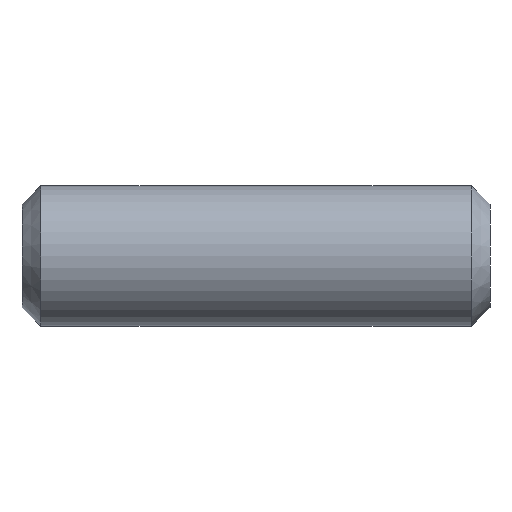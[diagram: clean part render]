
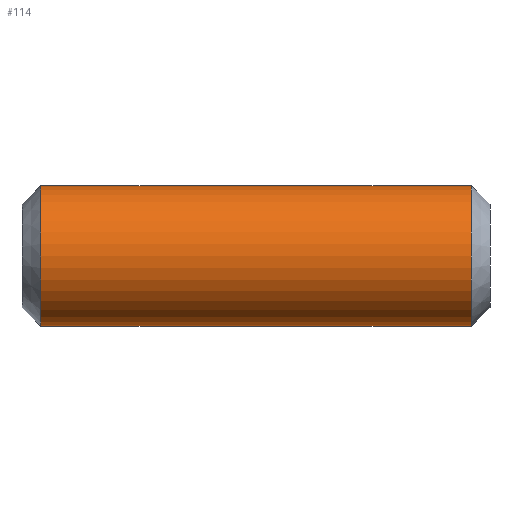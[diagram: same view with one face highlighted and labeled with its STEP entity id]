
A CAD part, front view. The second image highlights one B-rep face of the part: STEP entity #114.
In plain terms, the highlighted cylindrical face has radius 1.5 mm (diameter 3 mm), a partial arc.
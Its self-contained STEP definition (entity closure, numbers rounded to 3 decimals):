
#3 = CARTESIAN_POINT ( 'NONE',  ( 1.6, -3., 41.5 ) ) ;
#10 = CARTESIAN_POINT ( 'NONE',  ( -2., -3., 41.5 ) ) ;
#12 = EDGE_LOOP ( 'NONE', ( #306, #163, #433, #138, #18, #53, #416, #252 ) ) ;
#18 = ORIENTED_EDGE ( 'NONE', *, *, #20, .T. ) ;
#20 = EDGE_CURVE ( 'NONE', #534, #72, #567, .T. ) ;
#30 = CARTESIAN_POINT ( 'NONE',  ( 4.6, -3., 41.5 ) ) ;
#36 = DIRECTION ( 'NONE',  ( -1., 0., 0. ) ) ;
#37 = VERTEX_POINT ( 'NONE', #74 ) ;
#53 = ORIENTED_EDGE ( 'NONE', *, *, #62, .T. ) ;
#56 = CARTESIAN_POINT ( 'NONE',  ( -2., -3., 44.5 ) ) ;
#62 = EDGE_CURVE ( 'NONE', #72, #538, #335, .T. ) ;
#72 = VERTEX_POINT ( 'NONE', #30 ) ;
#74 = CARTESIAN_POINT ( 'NONE',  ( 1.6, -3., 44.5 ) ) ;
#78 = CARTESIAN_POINT ( 'NONE',  ( -1.6, -3., 44.5 ) ) ;
#105 = LINE ( 'NONE', #708, #378 ) ;
#114 = ADVANCED_FACE ( 'NONE', ( #304 ), #693, .T. ) ;
#132 = DIRECTION ( 'NONE',  ( 1., 0., 0. ) ) ;
#136 = VERTEX_POINT ( 'NONE', #78 ) ;
#138 = ORIENTED_EDGE ( 'NONE', *, *, #272, .T. ) ;
#159 = VECTOR ( 'NONE', #326, 1000. ) ;
#163 = ORIENTED_EDGE ( 'NONE', *, *, #629, .T. ) ;
#171 = VERTEX_POINT ( 'NONE', #200 ) ;
#175 = CARTESIAN_POINT ( 'NONE',  ( -2., -3., 44.5 ) ) ;
#200 = CARTESIAN_POINT ( 'NONE',  ( -1.6, -3., 41.5 ) ) ;
#208 = DIRECTION ( 'NONE',  ( 1., 0., 0. ) ) ;
#220 = LINE ( 'NONE', #56, #498 ) ;
#221 = AXIS2_PLACEMENT_3D ( 'NONE', #343, #36, #423 ) ;
#223 = EDGE_CURVE ( 'NONE', #37, #538, #224, .T. ) ;
#224 = LINE ( 'NONE', #334, #159 ) ;
#243 = DIRECTION ( 'NONE',  ( 1., 0., 0. ) ) ;
#248 = CARTESIAN_POINT ( 'NONE',  ( -4.6, -3., 44.5 ) ) ;
#251 = EDGE_CURVE ( 'NONE', #392, #136, #220, .T. ) ;
#252 = ORIENTED_EDGE ( 'NONE', *, *, #542, .F. ) ;
#272 = EDGE_CURVE ( 'NONE', #171, #534, #105, .T. ) ;
#292 = VERTEX_POINT ( 'NONE', #630 ) ;
#304 = FACE_OUTER_BOUND ( 'NONE', #12, .T. ) ;
#306 = ORIENTED_EDGE ( 'NONE', *, *, #251, .F. ) ;
#307 = AXIS2_PLACEMENT_3D ( 'NONE', #697, #208, #427 ) ;
#326 = DIRECTION ( 'NONE',  ( 1., 0., 0. ) ) ;
#334 = CARTESIAN_POINT ( 'NONE',  ( -2., -3., 44.5 ) ) ;
#335 = CIRCLE ( 'NONE', #221, 1.5 ) ;
#343 = CARTESIAN_POINT ( 'NONE',  ( 4.6, -3., 43. ) ) ;
#349 = VECTOR ( 'NONE', #243, 1000. ) ;
#353 = DIRECTION ( 'NONE',  ( 0., 0., 1. ) ) ;
#378 = VECTOR ( 'NONE', #440, 1000. ) ;
#392 = VERTEX_POINT ( 'NONE', #248 ) ;
#408 = VECTOR ( 'NONE', #556, 1000. ) ;
#416 = ORIENTED_EDGE ( 'NONE', *, *, #223, .F. ) ;
#423 = DIRECTION ( 'NONE',  ( 0., 0., -1. ) ) ;
#427 = DIRECTION ( 'NONE',  ( 0., 0., -1. ) ) ;
#433 = ORIENTED_EDGE ( 'NONE', *, *, #685, .T. ) ;
#440 = DIRECTION ( 'NONE',  ( 1., 0., 0. ) ) ;
#466 = CARTESIAN_POINT ( 'NONE',  ( -4.6, -3., 43. ) ) ;
#498 = VECTOR ( 'NONE', #712, 1000. ) ;
#506 = LINE ( 'NONE', #175, #408 ) ;
#529 = CIRCLE ( 'NONE', #677, 1.5 ) ;
#534 = VERTEX_POINT ( 'NONE', #3 ) ;
#538 = VERTEX_POINT ( 'NONE', #670 ) ;
#542 = EDGE_CURVE ( 'NONE', #136, #37, #506, .T. ) ;
#556 = DIRECTION ( 'NONE',  ( 1., 0., 0. ) ) ;
#567 = LINE ( 'NONE', #10, #349 ) ;
#579 = CARTESIAN_POINT ( 'NONE',  ( -2., -3., 41.5 ) ) ;
#627 = DIRECTION ( 'NONE',  ( 1., 0., 0. ) ) ;
#629 = EDGE_CURVE ( 'NONE', #392, #292, #529, .T. ) ;
#630 = CARTESIAN_POINT ( 'NONE',  ( -4.6, -3., 41.5 ) ) ;
#631 = LINE ( 'NONE', #579, #658 ) ;
#658 = VECTOR ( 'NONE', #132, 1000. ) ;
#670 = CARTESIAN_POINT ( 'NONE',  ( 4.6, -3., 44.5 ) ) ;
#677 = AXIS2_PLACEMENT_3D ( 'NONE', #466, #627, #353 ) ;
#685 = EDGE_CURVE ( 'NONE', #292, #171, #631, .T. ) ;
#693 = CYLINDRICAL_SURFACE ( 'NONE', #307, 1.5 ) ;
#697 = CARTESIAN_POINT ( 'NONE',  ( -2., -3., 43. ) ) ;
#708 = CARTESIAN_POINT ( 'NONE',  ( -2., -3., 41.5 ) ) ;
#712 = DIRECTION ( 'NONE',  ( 1., 0., 0. ) ) ;
